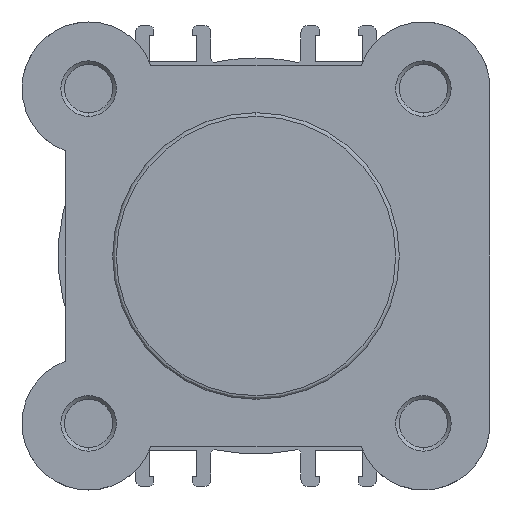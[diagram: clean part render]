
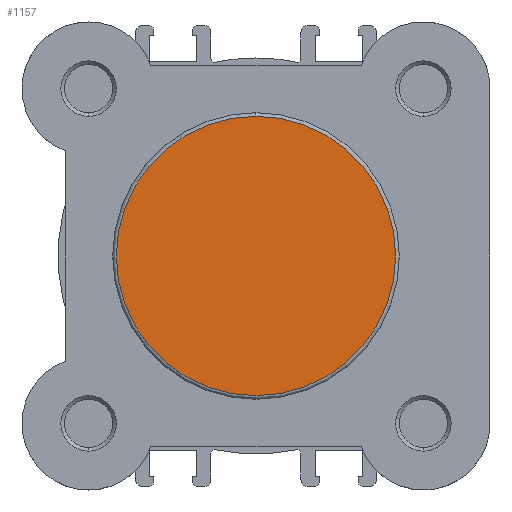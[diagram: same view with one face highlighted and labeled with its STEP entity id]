
A CAD part, left-side view. The second image highlights one B-rep face of the part: STEP entity #1157.
In plain terms, the highlighted planar face has unit normal (-1, 0, 0).
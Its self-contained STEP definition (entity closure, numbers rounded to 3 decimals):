
#429 = ORIENTED_EDGE ( 'NONE', *, *, #1394, .T. ) ;
#430 = ORIENTED_EDGE ( 'NONE', *, *, #1334, .T. ) ;
#1157 = ADVANCED_FACE ( 'NONE', ( #3509 ), #2362, .F. ) ;
#1334 = EDGE_CURVE ( 'NONE', #4955, #5017, #3871, .T. ) ;
#1394 = EDGE_CURVE ( 'NONE', #5017, #4955, #3956, .T. ) ;
#1973 = AXIS2_PLACEMENT_3D ( 'NONE', #2361, #2364, #2365 ) ;
#2361 = CARTESIAN_POINT ( 'NONE',  ( 0., 19.9, 0. ) ) ;
#2362 = PLANE ( 'NONE',  #1973 ) ;
#2364 = DIRECTION ( 'NONE',  ( 1., 0., 0. ) ) ;
#2365 = DIRECTION ( 'NONE',  ( 0., 0., -1. ) ) ;
#3046 = CARTESIAN_POINT ( 'NONE',  ( 0., 0., 0. ) ) ;
#3047 = DIRECTION ( 'NONE',  ( -1., 0., 0. ) ) ;
#3048 = DIRECTION ( 'NONE',  ( 0., 0., -1. ) ) ;
#3194 = CARTESIAN_POINT ( 'NONE',  ( 0., 0., 0. ) ) ;
#3201 = DIRECTION ( 'NONE',  ( -1., 0., 0. ) ) ;
#3202 = DIRECTION ( 'NONE',  ( 0., 0., -1. ) ) ;
#3509 = FACE_OUTER_BOUND ( 'NONE', #7391, .T. ) ;
#3871 = CIRCLE ( 'NONE', #4451, 19.4 ) ;
#3956 = CIRCLE ( 'NONE', #4486, 19.4 ) ;
#4451 = AXIS2_PLACEMENT_3D ( 'NONE', #3046, #3047, #3048 ) ;
#4486 = AXIS2_PLACEMENT_3D ( 'NONE', #3194, #3201, #3202 ) ;
#4955 = VERTEX_POINT ( 'NONE', #6259 ) ;
#5017 = VERTEX_POINT ( 'NONE', #6313 ) ;
#6259 = CARTESIAN_POINT ( 'NONE',  ( 0., 0., 19.4 ) ) ;
#6313 = CARTESIAN_POINT ( 'NONE',  ( 0., 0., -19.4 ) ) ;
#7391 = EDGE_LOOP ( 'NONE', ( #429, #430 ) ) ;
